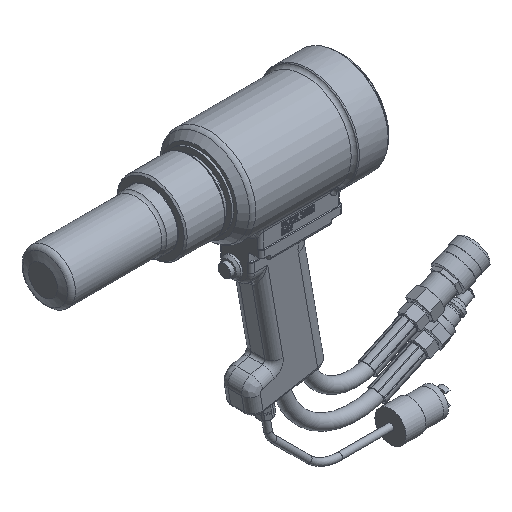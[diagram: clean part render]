
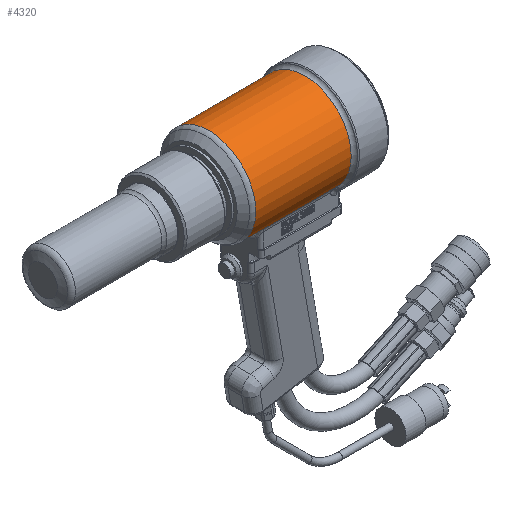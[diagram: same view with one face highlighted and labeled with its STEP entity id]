
A CAD part, isometric view. The second image highlights one B-rep face of the part: STEP entity #4320.
In plain terms, the highlighted cylindrical face has radius 47.562 mm (diameter 95.123 mm), a full revolution.
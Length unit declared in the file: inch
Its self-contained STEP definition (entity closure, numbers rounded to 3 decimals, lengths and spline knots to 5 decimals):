
#870=B_SPLINE_CURVE_WITH_KNOTS('',3,(#22645,#22646,#22647,#22648),
 .UNSPECIFIED.,.F.,.F.,(4,4),(0.,1.),.UNSPECIFIED.);
#875=B_SPLINE_CURVE_WITH_KNOTS('',3,(#22725,#22726,#22727,#22728,#22729,
#22730,#22731,#22732),.UNSPECIFIED.,.F.,.F.,(4,2,2,4),(0.,0.25,0.5,1.),
 .UNSPECIFIED.);
#877=B_SPLINE_CURVE_WITH_KNOTS('',3,(#22791,#22792,#22793,#22794),
 .UNSPECIFIED.,.F.,.F.,(4,4),(0.,1.),.UNSPECIFIED.);
#879=B_SPLINE_CURVE_WITH_KNOTS('',3,(#22874,#22875,#22876,#22877,#22878,
#22879,#22880,#22881,#22882,#22883),.UNSPECIFIED.,.F.,.F.,(4,2,2,2,4),(0.,
0.25,0.5,0.75,1.),.UNSPECIFIED.);
#1379=LINE('',#22672,#2330);
#1382=LINE('',#22845,#2333);
#2330=VECTOR('',#17450,1.);
#2333=VECTOR('',#17471,1.);
#3979=CYLINDRICAL_SURFACE('',#15571,1.8725);
#4320=ADVANCED_FACE('',(#5316,#5317),#3979,.T.);
#5316=FACE_BOUND('',#5814,.T.);
#5317=FACE_BOUND('',#5815,.T.);
#5814=EDGE_LOOP('',(#7297));
#5815=EDGE_LOOP('',(#7298,#7299,#7300,#7301,#7302,#7303,#7304,#7305));
#7297=ORIENTED_EDGE('',*,*,#12895,.T.);
#7298=ORIENTED_EDGE('',*,*,#12892,.T.);
#7299=ORIENTED_EDGE('',*,*,#12883,.T.);
#7300=ORIENTED_EDGE('',*,*,#12898,.T.);
#7301=ORIENTED_EDGE('',*,*,#12868,.T.);
#7302=ORIENTED_EDGE('',*,*,#12874,.T.);
#7303=ORIENTED_EDGE('',*,*,#12881,.T.);
#7304=ORIENTED_EDGE('',*,*,#12888,.T.);
#7305=ORIENTED_EDGE('',*,*,#12894,.T.);
#11394=VERTEX_POINT('',#22625);
#11395=VERTEX_POINT('',#22649);
#11399=VERTEX_POINT('',#22671);
#11404=VERTEX_POINT('',#22724);
#11405=VERTEX_POINT('',#22795);
#11406=VERTEX_POINT('',#22796);
#11408=VERTEX_POINT('',#22837);
#11409=VERTEX_POINT('',#22842);
#11411=VERTEX_POINT('',#22915);
#12868=EDGE_CURVE('',#11395,#11394,#870,.T.);
#12874=EDGE_CURVE('',#11394,#11399,#1379,.T.);
#12881=EDGE_CURVE('',#11399,#11404,#875,.T.);
#12883=EDGE_CURVE('',#11405,#11406,#877,.T.);
#12888=EDGE_CURVE('',#11404,#11408,#14772,.T.);
#12892=EDGE_CURVE('',#11409,#11405,#1382,.T.);
#12894=EDGE_CURVE('',#11408,#11409,#879,.T.);
#12895=EDGE_CURVE('',#11411,#11411,#14775,.T.);
#12898=EDGE_CURVE('',#11406,#11395,#14778,.T.);
#14772=CIRCLE('',#15560,1.8725);
#14775=CIRCLE('',#15565,1.8725);
#14778=CIRCLE('',#15570,1.8725);
#15560=AXIS2_PLACEMENT_3D('',#22838,#17462,#17463);
#15565=AXIS2_PLACEMENT_3D('',#22914,#17474,#17475);
#15570=AXIS2_PLACEMENT_3D('',#22922,#17484,#17485);
#15571=AXIS2_PLACEMENT_3D('',#22923,#17486,#17487);
#17450=DIRECTION('',(-1.,0.,0.));
#17462=DIRECTION('',(-1.,0.,0.));
#17463=DIRECTION('',(0.,1.,0.));
#17471=DIRECTION('',(1.,0.,0.));
#17474=DIRECTION('',(1.,0.,0.));
#17475=DIRECTION('',(0.,0.,-1.));
#17484=DIRECTION('',(-1.,0.,0.));
#17485=DIRECTION('',(0.,0.,1.));
#17486=DIRECTION('',(-1.,0.,0.));
#17487=DIRECTION('',(0.,0.,-1.));
#22625=CARTESIAN_POINT('',(3.89563,1.16893,-1.52282));
#22645=CARTESIAN_POINT('',(3.90514,1.20477,-1.49345));
#22646=CARTESIAN_POINT('',(3.90514,1.19124,-1.50482));
#22647=CARTESIAN_POINT('',(3.90197,1.17926,-1.51457));
#22648=CARTESIAN_POINT('',(3.89563,1.16893,-1.52282));
#22649=CARTESIAN_POINT('',(3.90514,1.20477,-1.49345));
#22671=CARTESIAN_POINT('',(1.175,1.16893,-1.52282));
#22672=CARTESIAN_POINT('',(-3.04333,1.16893,-1.52282));
#22724=CARTESIAN_POINT('',(0.8,0.8381,-1.73447));
#22725=CARTESIAN_POINT('',(1.175,1.16893,-1.52282));
#22726=CARTESIAN_POINT('',(1.1255,1.16893,-1.52282));
#22727=CARTESIAN_POINT('',(1.07531,1.15968,-1.53032));
#22728=CARTESIAN_POINT('',(0.98428,1.12593,-1.55633));
#22729=CARTESIAN_POINT('',(0.94379,1.10211,-1.57427));
#22730=CARTESIAN_POINT('',(0.84029,1.01043,-1.63824));
#22731=CARTESIAN_POINT('',(0.8,0.92735,-1.6898));
#22732=CARTESIAN_POINT('',(0.8,0.8381,-1.73447));
#22791=CARTESIAN_POINT('',(3.89563,-1.16893,-1.52282));
#22792=CARTESIAN_POINT('',(3.90197,-1.17926,-1.51457));
#22793=CARTESIAN_POINT('',(3.90514,-1.19124,-1.50482));
#22794=CARTESIAN_POINT('',(3.90514,-1.20477,-1.49345));
#22795=CARTESIAN_POINT('',(3.89563,-1.16893,-1.52282));
#22796=CARTESIAN_POINT('',(3.90514,-1.20477,-1.49345));
#22837=CARTESIAN_POINT('',(0.8,-0.8381,-1.73447));
#22838=CARTESIAN_POINT('',(0.8,0.,-0.06));
#22842=CARTESIAN_POINT('',(1.175,-1.16893,-1.52282));
#22845=CARTESIAN_POINT('',(-3.04333,-1.16893,-1.52282));
#22874=CARTESIAN_POINT('',(0.8,-0.8381,-1.73447));
#22875=CARTESIAN_POINT('',(0.8,-0.88275,-1.71212));
#22876=CARTESIAN_POINT('',(0.81009,-0.9263,-1.688));
#22877=CARTESIAN_POINT('',(0.84783,-1.00575,-1.64015));
#22878=CARTESIAN_POINT('',(0.87428,-1.04051,-1.61725));
#22879=CARTESIAN_POINT('',(0.94402,-1.10235,-1.5741));
#22880=CARTESIAN_POINT('',(0.98254,-1.12531,-1.55681));
#22881=CARTESIAN_POINT('',(1.07702,-1.16035,-1.5298));
#22882=CARTESIAN_POINT('',(1.12543,-1.16893,-1.52282));
#22883=CARTESIAN_POINT('',(1.175,-1.16893,-1.52282));
#22914=CARTESIAN_POINT('',(0.07605,0.,-0.06));
#22915=CARTESIAN_POINT('',(0.07605,0.,-1.9325));
#22922=CARTESIAN_POINT('',(3.90514,0.,-0.06));
#22923=CARTESIAN_POINT('',(-3.04333,0.,-0.06));
